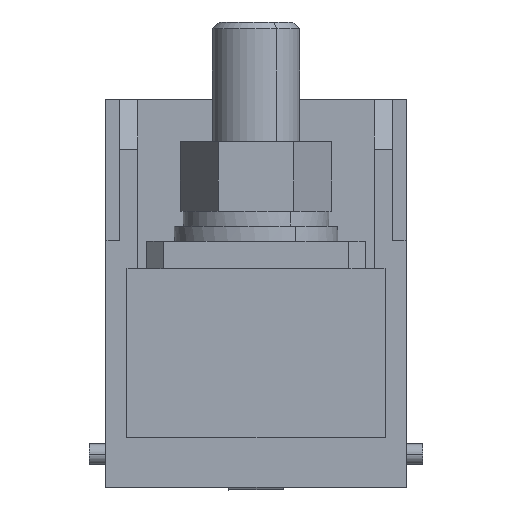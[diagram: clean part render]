
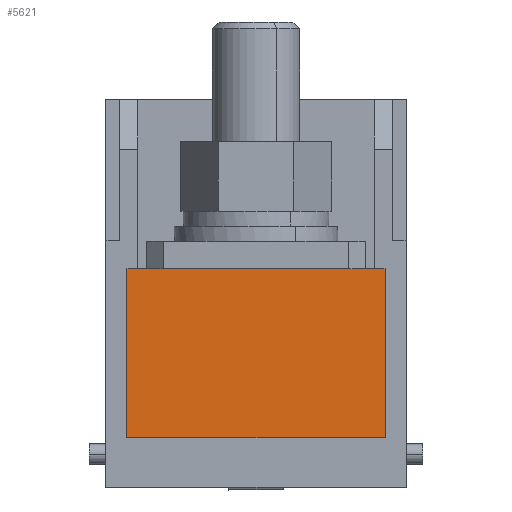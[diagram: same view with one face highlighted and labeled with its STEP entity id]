
A CAD part, front view. The second image highlights one B-rep face of the part: STEP entity #5621.
In plain terms, the highlighted planar face has unit normal (0, -1, 0).
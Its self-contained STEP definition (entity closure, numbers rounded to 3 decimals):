
#5606=AXIS2_PLACEMENT_3D('Plane Axis2P3D',#5603,#5604,#5605) ;
#3055=CARTESIAN_POINT('Vertex',(54.2,38.1,5.55)) ;
#3104=CARTESIAN_POINT('Vertex',(54.2,38.1,40.55)) ;
#3107=CARTESIAN_POINT('Line Origine',(54.2,38.1,23.05)) ;
#3168=CARTESIAN_POINT('Vertex',(6.9,38.1,5.55)) ;
#3171=CARTESIAN_POINT('Line Origine',(6.9,38.1,23.05)) ;
#3175=CARTESIAN_POINT('Vertex',(6.9,38.1,40.55)) ;
#5496=CARTESIAN_POINT('Line Origine',(30.55,38.1,5.55)) ;
#5547=CARTESIAN_POINT('Line Origine',(9.425,38.1,40.55)) ;
#5551=CARTESIAN_POINT('Vertex',(11.95,38.1,40.55)) ;
#5575=CARTESIAN_POINT('Line Origine',(51.675,38.1,40.55)) ;
#5579=CARTESIAN_POINT('Vertex',(49.15,38.1,40.55)) ;
#5603=CARTESIAN_POINT('Axis2P3D Location',(49.55,38.1,10.55)) ;
#5608=CARTESIAN_POINT('Line Origine',(30.55,38.1,40.55)) ;
#3108=DIRECTION('Vector Direction',(0.,0.,1.)) ;
#3172=DIRECTION('Vector Direction',(0.,0.,1.)) ;
#5497=DIRECTION('Vector Direction',(1.,0.,0.)) ;
#5548=DIRECTION('Vector Direction',(-1.,0.,0.)) ;
#5576=DIRECTION('Vector Direction',(-1.,0.,0.)) ;
#5604=DIRECTION('Axis2P3D Direction',(0.,-1.,0.)) ;
#5605=DIRECTION('Axis2P3D XDirection',(0.,0.,1.)) ;
#5609=DIRECTION('Vector Direction',(-1.,0.,0.)) ;
#3109=VECTOR('Line Direction',#3108,1.) ;
#3173=VECTOR('Line Direction',#3172,1.) ;
#5498=VECTOR('Line Direction',#5497,1.) ;
#5549=VECTOR('Line Direction',#5548,1.) ;
#5577=VECTOR('Line Direction',#5576,1.) ;
#5610=VECTOR('Line Direction',#5609,1.) ;
#5614=ORIENTED_EDGE('',*,*,#3111,.F.) ;
#5615=ORIENTED_EDGE('',*,*,#5581,.F.) ;
#5616=ORIENTED_EDGE('',*,*,#5612,.F.) ;
#5617=ORIENTED_EDGE('',*,*,#5553,.F.) ;
#5618=ORIENTED_EDGE('',*,*,#3177,.T.) ;
#5619=ORIENTED_EDGE('',*,*,#5500,.T.) ;
#5621=ADVANCED_FACE('Hauptk\X2\00F6\X0\rper',(#5620),#5607,.T.) ;
#3111=EDGE_CURVE('',#3105,#3056,#3110,.F.) ;
#3177=EDGE_CURVE('',#3176,#3169,#3174,.F.) ;
#5500=EDGE_CURVE('',#3169,#3056,#5499,.T.) ;
#5553=EDGE_CURVE('',#3176,#5552,#5550,.F.) ;
#5581=EDGE_CURVE('',#5580,#3105,#5578,.F.) ;
#5612=EDGE_CURVE('',#5552,#5580,#5611,.F.) ;
#5613=EDGE_LOOP('',(#5614,#5615,#5616,#5617,#5618,#5619)) ;
#5620=FACE_OUTER_BOUND('',#5613,.T.) ;
#3110=LINE('Line',#3107,#3109) ;
#3174=LINE('Line',#3171,#3173) ;
#5499=LINE('Line',#5496,#5498) ;
#5550=LINE('Line',#5547,#5549) ;
#5578=LINE('Line',#5575,#5577) ;
#5611=LINE('Line',#5608,#5610) ;
#5607=PLANE('',#5606) ;
#3056=VERTEX_POINT('',#3055) ;
#3105=VERTEX_POINT('',#3104) ;
#3169=VERTEX_POINT('',#3168) ;
#3176=VERTEX_POINT('',#3175) ;
#5552=VERTEX_POINT('',#5551) ;
#5580=VERTEX_POINT('',#5579) ;
